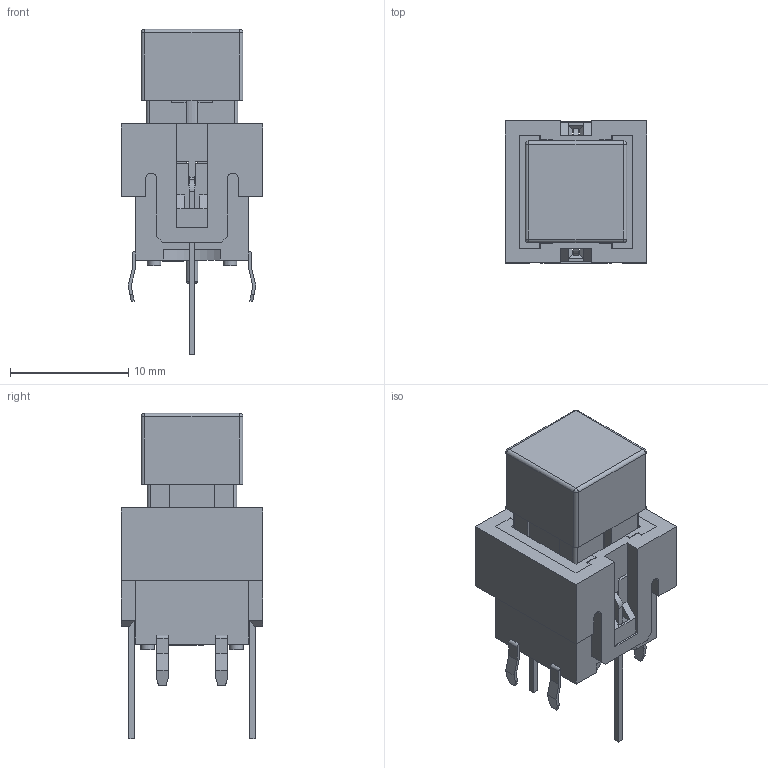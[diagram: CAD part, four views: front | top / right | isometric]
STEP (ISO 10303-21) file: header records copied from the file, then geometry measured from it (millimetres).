
FILE_DESCRIPTION(/* description */ (''),/* implementation_level */ '2;1');
FILE_NAME(/* name */ 'LP15S1TRAxxx-N.stp',/* time_stamp */ '2025-05-22T15:32:56-05:00',/* author */ ('mroman'),/* organization */ (''),/* preprocessor_version */ 'ST-DEVELOPER v18.1',/* originating_system */ 'Autodesk Inventor 2022',/* authorisation */ '');
FILE_SCHEMA (('AUTOMOTIVE_DESIGN { 1 0 10303 214 3 1 1 }'));
Length unit declared in the file: centimetre
Products named in the file (1): LP15S1TRAxxx-N
Bounding box: 12 x 12 x 27.5 mm (x, y, z)
Volume: 1354.6 mm3; surface area: 2492.6 mm2
Topology: 1 solids, 2 shells, 542 faces, 1538 edges, 957 vertices
Faces by surface type: plane 393, cylinder 110, sphere 15, torus 12, bspline 9, cone 3
Full cylindrical faces by diameter (mm): 1 x1, 1.15 x4, 2.2 x1, 2.8 x1, 3 x1, 3.2 x1, 5.2 x1, 6.2 x1
Entity records: 17458 total; most frequent: CARTESIAN_POINT 3350, ORIENTED_EDGE 3038, DIRECTION 2797, EDGE_CURVE 1519, LINE 1261, VECTOR 1261, VERTEX_POINT 957, AXIS2_PLACEMENT_3D 768
